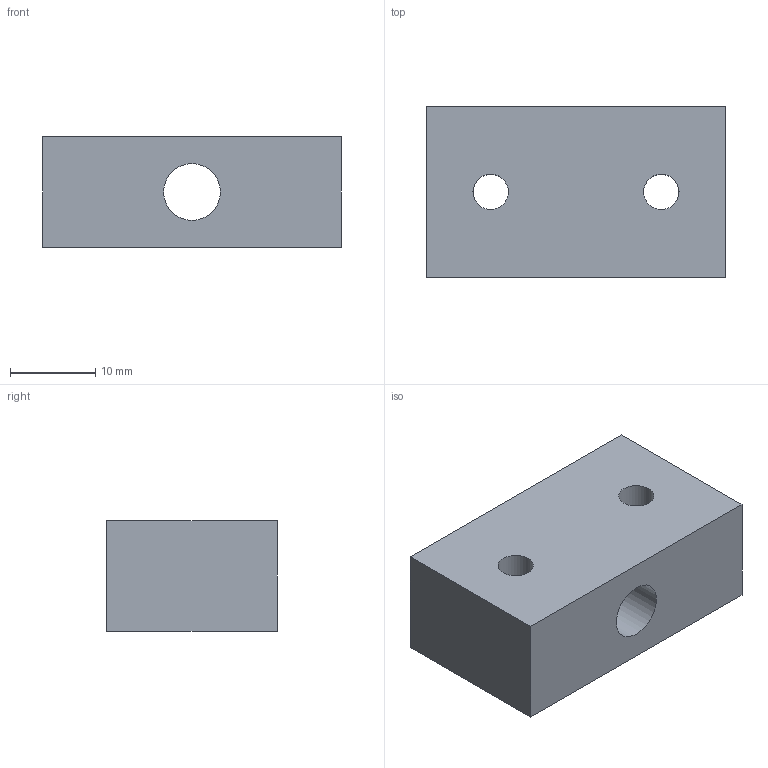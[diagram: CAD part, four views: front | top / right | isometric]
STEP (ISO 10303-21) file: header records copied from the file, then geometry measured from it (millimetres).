
FILE_DESCRIPTION(/* description */ ('13mm x 35mm x 20mm Delrin Lead nut'),/* implementation_level */ '2;1');
FILE_NAME(/* name */ 'SM-M08.ipt.step',/* time_stamp */ '2013-11-18T15:49:58-06:00',/* author */ ('ERF'),/* organization */ ('Shapeoko LLC'),/* preprocessor_version */ 'ST-DEVELOPER v15.2',/* originating_system */ 'Autodesk Inventor 2014',/* authorisation */ 'NEED QUOTE FROM NETBEEF FOR PRICE');
FILE_SCHEMA (('AUTOMOTIVE_DESIGN { 1 0 10303 214 3 1 1 }'));
Length unit declared in the file: millimetre
Products named in the file (1): SM-M08
Bounding box: 35 x 20 x 13 mm (x, y, z)
Volume: 8057 mm3; surface area: 3462.2 mm2
Topology: 1 solids, 1 shells, 9 faces, 24 edges, 17 vertices
Faces by surface type: plane 6, cylinder 3
Full cylindrical faces by diameter (mm): 4.134 x2, 6.647 x1
Entity records: 279 total; most frequent: DIRECTION 44, CARTESIAN_POINT 42, ORIENTED_EDGE 36, EDGE_LOOP 18, EDGE_CURVE 18, AXIS2_PLACEMENT_3D 16, VERTEX_POINT 14, FACE_BOUND 13
